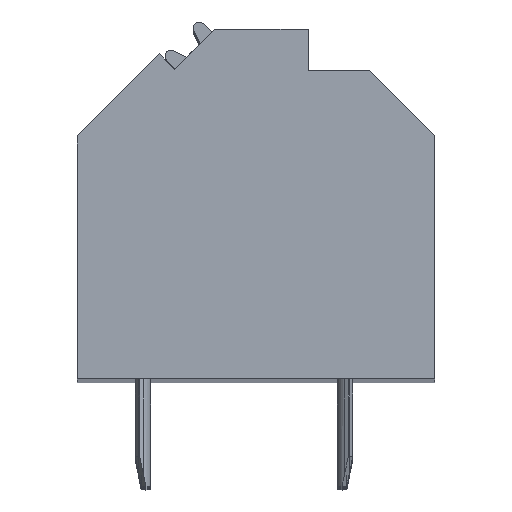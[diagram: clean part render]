
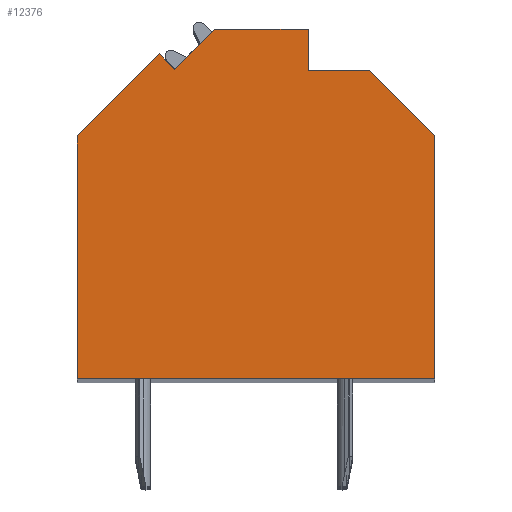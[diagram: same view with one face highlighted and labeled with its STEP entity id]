
A CAD part, top view. The second image highlights one B-rep face of the part: STEP entity #12376.
In plain terms, the highlighted planar face has unit normal (0, 0, 1).
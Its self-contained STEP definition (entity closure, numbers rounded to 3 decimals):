
#899=DIRECTION('',(-0.707,-0.707,0.));
#900=VECTOR('',#899,1.897);
#901=CARTESIAN_POINT('',(-1.39,5.718,74.525));
#902=LINE('',#901,#900);
#903=DIRECTION('',(-1.,0.,0.));
#904=VECTOR('',#903,3.14);
#905=CARTESIAN_POINT('',(1.75,5.718,74.525));
#906=LINE('',#905,#904);
#907=DIRECTION('',(0.,1.,0.));
#908=VECTOR('',#907,1.368);
#909=CARTESIAN_POINT('',(1.75,4.35,74.525));
#910=LINE('',#909,#908);
#911=DIRECTION('',(-1.,0.,0.));
#912=VECTOR('',#911,2.05);
#913=CARTESIAN_POINT('',(3.8,4.35,74.525));
#914=LINE('',#913,#912);
#915=DIRECTION('',(-0.707,0.707,0.));
#916=VECTOR('',#915,3.111);
#917=CARTESIAN_POINT('',(6.,2.15,74.525));
#918=LINE('',#917,#916);
#919=DIRECTION('',(0.,1.,0.));
#920=VECTOR('',#919,8.15);
#921=CARTESIAN_POINT('',(6.,-6.,74.525));
#922=LINE('',#921,#920);
#923=DIRECTION('',(1.,0.,0.));
#924=VECTOR('',#923,12.);
#925=CARTESIAN_POINT('',(-6.,-6.,74.525));
#926=LINE('',#925,#924);
#927=DIRECTION('',(0.,-1.,0.));
#928=VECTOR('',#927,8.14);
#929=CARTESIAN_POINT('',(-6.,2.14,74.525));
#930=LINE('',#929,#928);
#931=DIRECTION('',(-0.707,-0.707,0.));
#932=VECTOR('',#931,3.892);
#933=CARTESIAN_POINT('',(-3.248,4.892,74.525));
#934=LINE('',#933,#932);
#935=DIRECTION('',(-0.707,0.707,0.));
#936=VECTOR('',#935,0.73);
#937=CARTESIAN_POINT('',(-2.732,4.376,74.525));
#938=LINE('',#937,#936);
#8825=CARTESIAN_POINT('',(-1.39,5.718,74.525));
#8826=CARTESIAN_POINT('',(-2.732,4.376,74.525));
#8827=VERTEX_POINT('',#8825);
#8828=VERTEX_POINT('',#8826);
#8829=CARTESIAN_POINT('',(-3.248,4.892,74.525));
#8830=VERTEX_POINT('',#8829);
#8831=CARTESIAN_POINT('',(-6.,2.14,74.525));
#8832=VERTEX_POINT('',#8831);
#8833=CARTESIAN_POINT('',(-6.,-6.,74.525));
#8834=VERTEX_POINT('',#8833);
#8835=CARTESIAN_POINT('',(6.,-6.,74.525));
#8836=VERTEX_POINT('',#8835);
#8837=CARTESIAN_POINT('',(6.,2.15,74.525));
#8838=VERTEX_POINT('',#8837);
#8839=CARTESIAN_POINT('',(3.8,4.35,74.525));
#8840=VERTEX_POINT('',#8839);
#8841=CARTESIAN_POINT('',(1.75,4.35,74.525));
#8842=VERTEX_POINT('',#8841);
#8843=CARTESIAN_POINT('',(1.75,5.718,74.525));
#8844=VERTEX_POINT('',#8843);
#12352=CARTESIAN_POINT('',(0.,0.,74.525));
#12353=DIRECTION('',(0.,0.,1.));
#12354=DIRECTION('',(1.,0.,0.));
#12355=AXIS2_PLACEMENT_3D('',#12352,#12353,#12354);
#12356=PLANE('',#12355);
#12358=ORIENTED_EDGE('',*,*,#12357,.F.);
#12360=ORIENTED_EDGE('',*,*,#12359,.F.);
#12362=ORIENTED_EDGE('',*,*,#12361,.F.);
#12364=ORIENTED_EDGE('',*,*,#12363,.F.);
#12366=ORIENTED_EDGE('',*,*,#12365,.F.);
#12368=ORIENTED_EDGE('',*,*,#12367,.F.);
#12370=ORIENTED_EDGE('',*,*,#12369,.F.);
#12371=ORIENTED_EDGE('',*,*,#11839,.F.);
#12372=ORIENTED_EDGE('',*,*,#12151,.F.);
#12373=ORIENTED_EDGE('',*,*,#11793,.F.);
#12374=EDGE_LOOP('',(#12358,#12360,#12362,#12364,#12366,#12368,#12370,#12371,
#12372,#12373));
#12375=FACE_OUTER_BOUND('',#12374,.F.);
#11793=EDGE_CURVE('',#8828,#8830,#938,.T.);
#11839=EDGE_CURVE('',#8832,#8834,#930,.T.);
#12151=EDGE_CURVE('',#8830,#8832,#934,.T.);
#12357=EDGE_CURVE('',#8827,#8828,#902,.T.);
#12359=EDGE_CURVE('',#8844,#8827,#906,.T.);
#12361=EDGE_CURVE('',#8842,#8844,#910,.T.);
#12363=EDGE_CURVE('',#8840,#8842,#914,.T.);
#12365=EDGE_CURVE('',#8838,#8840,#918,.T.);
#12367=EDGE_CURVE('',#8836,#8838,#922,.T.);
#12369=EDGE_CURVE('',#8834,#8836,#926,.T.);
#12376=ADVANCED_FACE('',(#12375),#12356,.T.);
